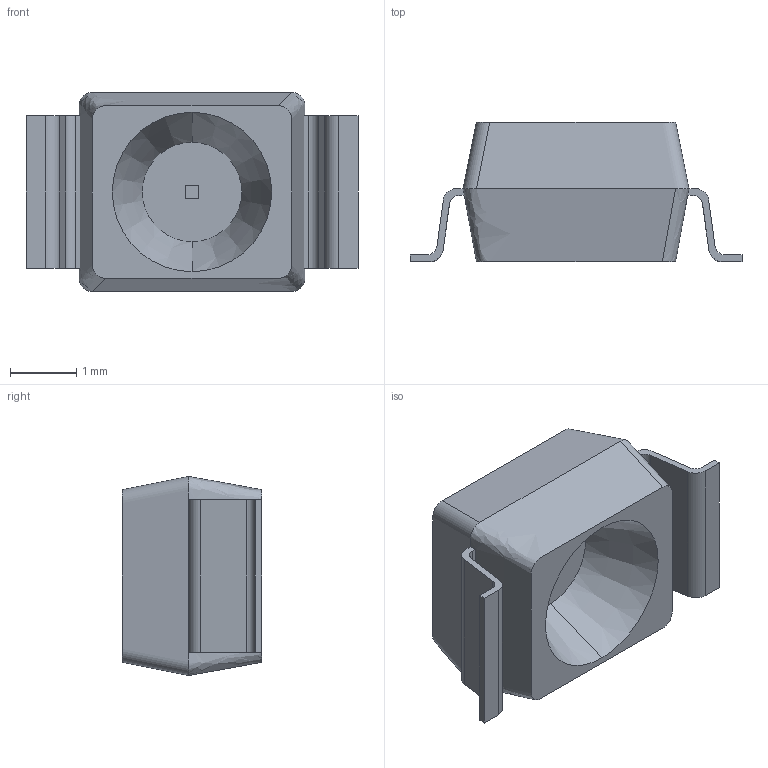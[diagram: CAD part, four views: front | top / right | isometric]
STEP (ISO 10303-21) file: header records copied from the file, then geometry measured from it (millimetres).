
FILE_DESCRIPTION (( 'STEP AP214' ), '1' );
FILE_NAME ('User Library-LGT7700.STEP', '2019-09-06T18:45:57', ( '' ), ( '' ), 'SwSTEP 2.0', 'SolidWorks 2019', '' );
FILE_SCHEMA (( 'AUTOMOTIVE_DESIGN' ));
Length unit declared in the file: millimetre
Products named in the file (1): User Library-LGT7700
Bounding box: 5 x 2.1 x 3 mm (x, y, z)
Volume: 16.1 mm3; surface area: 60.2 mm2
Topology: 1 solids, 1 shells, 40 faces, 120 edges, 84 vertices
Faces by surface type: plane 26, cylinder 8, bspline 4, cone 2
Entity records: 2086 total; most frequent: CARTESIAN_POINT 605, ORIENTED_EDGE 240, DIRECTION 216, EDGE_CURVE 120, VERTEX_POINT 84, LINE 78, VECTOR 78, AXIS2_PLACEMENT_3D 69
